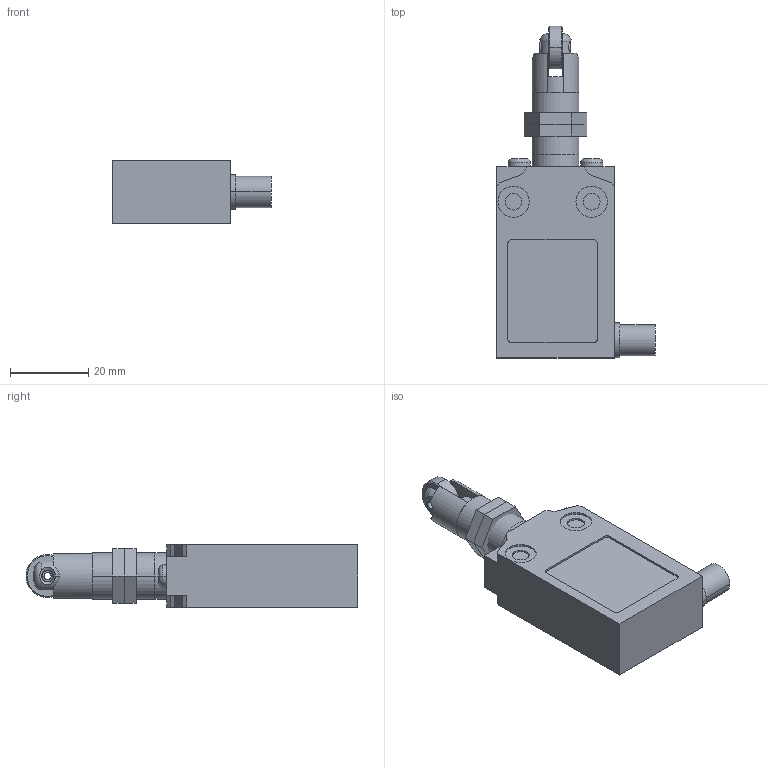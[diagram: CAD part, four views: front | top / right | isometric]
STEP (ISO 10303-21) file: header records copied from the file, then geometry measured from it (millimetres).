
FILE_DESCRIPTION((''),'2;1');
FILE_NAME('3d_KPB7S11.stp','2012-10-03T08:06:12',(''),(''),'Mechanical Desktop 2011','Mechanical Desktop 2011',', , ');
FILE_SCHEMA(('CONFIG_CONTROL_DESIGN'));
Length unit declared in the file: millimetre
Products named in the file (1): Product
Bounding box: 40.5 x 85 x 16 mm (x, y, z)
Volume: 27689.9 mm3; surface area: 9485.7 mm2
Topology: 11 solids, 11 shells, 163 faces, 395 edges, 260 vertices
Faces by surface type: plane 86, cylinder 47, bspline 13, cone 13, torus 4
Entity records: 5645 total; most frequent: CARTESIAN_POINT 1712, DIRECTION 794, ORIENTED_EDGE 790, EDGE_CURVE 395, AXIS2_PLACEMENT_3D 285, VERTEX_POINT 260, VECTOR 224, LINE 224
